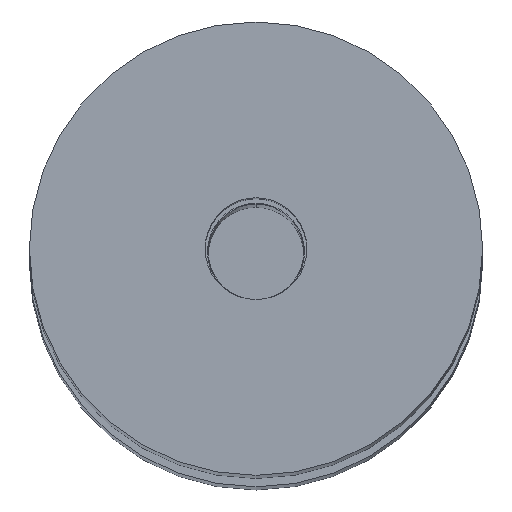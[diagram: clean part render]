
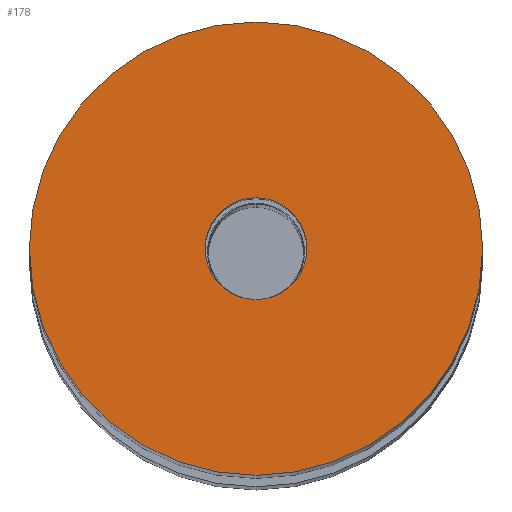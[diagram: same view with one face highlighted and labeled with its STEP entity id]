
A CAD part, top view. The second image highlights one B-rep face of the part: STEP entity #178.
In plain terms, the highlighted face is planar.
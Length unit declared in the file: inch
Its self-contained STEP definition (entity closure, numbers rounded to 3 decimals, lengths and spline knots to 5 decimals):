
#11=CARTESIAN_POINT('',(0.,0.,-0.434));
#12=DIRECTION('',(0.,0.,1.));
#13=DIRECTION('',(0.,1.,0.));
#14=AXIS2_PLACEMENT_3D('',#11,#12,#13);
#20=CARTESIAN_POINT('',(0.,0.,-0.434));
#21=DIRECTION('',(0.,0.,-1.));
#22=DIRECTION('',(0.,1.,0.));
#23=AXIS2_PLACEMENT_3D('',#20,#21,#22);
#29=CARTESIAN_POINT('',(0.,0.,-0.434));
#30=DIRECTION('',(0.,0.,1.));
#31=DIRECTION('',(0.,1.,0.));
#32=AXIS2_PLACEMENT_3D('',#29,#30,#31);
#34=CARTESIAN_POINT('',(0.,0.,-0.434));
#35=DIRECTION('',(0.,0.,-1.));
#36=DIRECTION('',(0.,1.,0.));
#37=AXIS2_PLACEMENT_3D('',#34,#35,#36);
#99=CARTESIAN_POINT('',(0.,0.021,-0.434));
#100=VERTEX_POINT('',#99);
#101=CARTESIAN_POINT('',(0.,0.0935,-0.434));
#103=VERTEX_POINT('',#101);
#111=CARTESIAN_POINT('',(0.,-0.021,-0.434));
#112=VERTEX_POINT('',#111);
#113=CARTESIAN_POINT('',(0.,-0.0935,-0.434));
#115=VERTEX_POINT('',#113);
#163=CARTESIAN_POINT('',(0.,0.,-0.434));
#164=DIRECTION('',(0.,0.,1.));
#165=DIRECTION('',(0.,1.,0.));
#166=AXIS2_PLACEMENT_3D('',#163,#164,#165);
#167=PLANE('',#166);
#168=ORIENTED_EDGE('',*,*,#156,.F.);
#169=ORIENTED_EDGE('',*,*,#145,.T.);
#170=EDGE_LOOP('',(#168,#169));
#171=FACE_OUTER_BOUND('',#170,.F.);
#173=ORIENTED_EDGE('',*,*,#172,.F.);
#175=ORIENTED_EDGE('',*,*,#174,.T.);
#176=EDGE_LOOP('',(#173,#175));
#177=FACE_BOUND('',#176,.F.);
#178=ADVANCED_FACE('',(#171,#177),#167,.F.);
#15=CIRCLE('',#14,0.0935);
#24=CIRCLE('',#23,0.0935);
#33=CIRCLE('',#32,0.021);
#38=CIRCLE('',#37,0.021);
#145=EDGE_CURVE('',#103,#115,#15,.T.);
#156=EDGE_CURVE('',#103,#115,#24,.T.);
#172=EDGE_CURVE('',#100,#112,#33,.T.);
#174=EDGE_CURVE('',#100,#112,#38,.T.);
